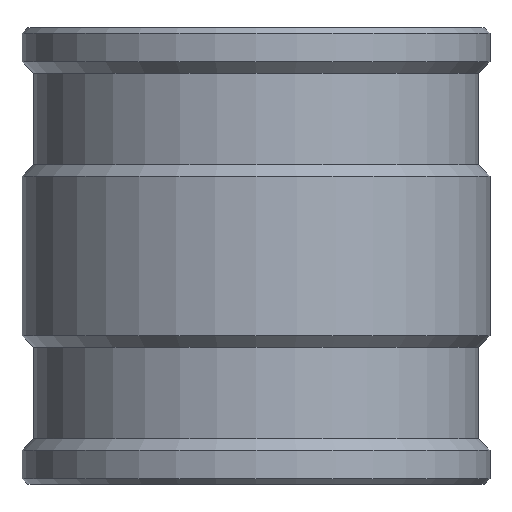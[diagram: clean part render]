
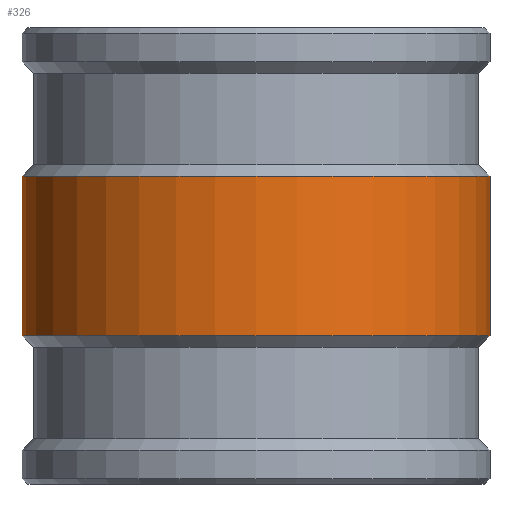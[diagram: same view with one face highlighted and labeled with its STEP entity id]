
A CAD part, front view. The second image highlights one B-rep face of the part: STEP entity #326.
In plain terms, the highlighted cylindrical face has radius 32.544 mm (diameter 65.087 mm), a full revolution.
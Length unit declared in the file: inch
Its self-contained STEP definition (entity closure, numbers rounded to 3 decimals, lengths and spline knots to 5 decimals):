
#23=CYLINDRICAL_SURFACE('',#384,1.28125);
#39=FACE_OUTER_BOUND('',#59,.T.);
#59=EDGE_LOOP('',(#274,#275,#276,#277,#278,#279));
#75=LINE('',#595,#91);
#91=VECTOR('',#492,1.28125);
#118=CIRCLE('',#380,1.28125);
#119=CIRCLE('',#381,1.28125);
#122=CIRCLE('',#385,1.28125);
#123=CIRCLE('',#386,1.28125);
#150=VERTEX_POINT('',#581);
#151=VERTEX_POINT('',#582);
#154=VERTEX_POINT('',#591);
#155=VERTEX_POINT('',#592);
#192=EDGE_CURVE('',#150,#151,#118,.T.);
#193=EDGE_CURVE('',#151,#150,#119,.T.);
#197=EDGE_CURVE('',#154,#155,#122,.T.);
#198=EDGE_CURVE('',#155,#154,#123,.T.);
#199=EDGE_CURVE('',#155,#151,#75,.T.);
#274=ORIENTED_EDGE('',*,*,#197,.F.);
#275=ORIENTED_EDGE('',*,*,#198,.F.);
#276=ORIENTED_EDGE('',*,*,#199,.T.);
#277=ORIENTED_EDGE('',*,*,#192,.F.);
#278=ORIENTED_EDGE('',*,*,#193,.F.);
#279=ORIENTED_EDGE('',*,*,#199,.F.);
#326=ADVANCED_FACE('',(#39),#23,.T.);
#380=AXIS2_PLACEMENT_3D('',#583,#477,#478);
#381=AXIS2_PLACEMENT_3D('',#584,#479,#480);
#384=AXIS2_PLACEMENT_3D('',#590,#486,#487);
#385=AXIS2_PLACEMENT_3D('',#593,#488,#489);
#386=AXIS2_PLACEMENT_3D('',#594,#490,#491);
#477=DIRECTION('center_axis',(0.,0.,-1.));
#478=DIRECTION('ref_axis',(-1.,0.,0.));
#479=DIRECTION('center_axis',(0.,0.,-1.));
#480=DIRECTION('ref_axis',(-1.,0.,0.));
#486=DIRECTION('center_axis',(0.,0.,1.));
#487=DIRECTION('ref_axis',(1.,0.,0.));
#488=DIRECTION('center_axis',(0.,0.,1.));
#489=DIRECTION('ref_axis',(-1.,0.,0.));
#490=DIRECTION('center_axis',(0.,0.,1.));
#491=DIRECTION('ref_axis',(-1.,0.,0.));
#492=DIRECTION('',(0.,0.,-1.));
#581=CARTESIAN_POINT('',(1.28125,0.,0.8125));
#582=CARTESIAN_POINT('',(-1.28125,0.,0.8125));
#583=CARTESIAN_POINT('Origin',(0.,0.,0.8125));
#584=CARTESIAN_POINT('Origin',(0.,0.,0.8125));
#590=CARTESIAN_POINT('Origin',(0.,0.,1.25));
#591=CARTESIAN_POINT('',(1.28125,0.,1.6875));
#592=CARTESIAN_POINT('',(-1.28125,0.,1.6875));
#593=CARTESIAN_POINT('Origin',(0.,0.,1.6875));
#594=CARTESIAN_POINT('Origin',(0.,0.,1.6875));
#595=CARTESIAN_POINT('',(-1.28125,0.,1.25));
